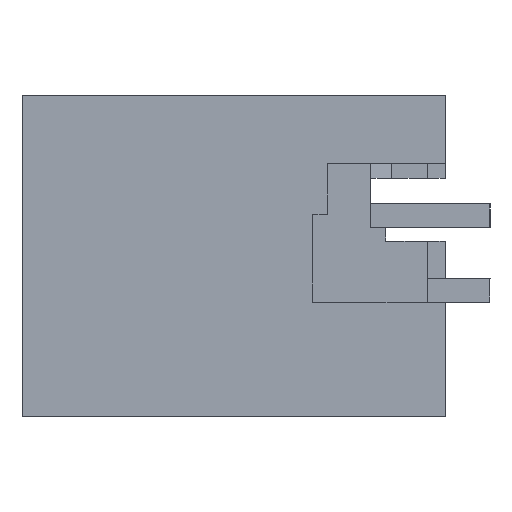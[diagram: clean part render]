
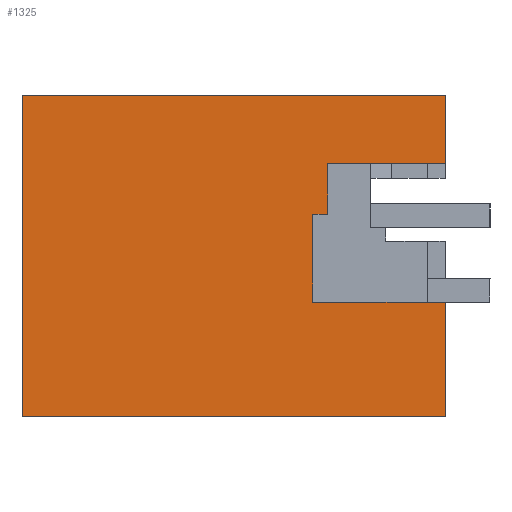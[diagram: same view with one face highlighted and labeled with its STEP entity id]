
A CAD part, left-side view. The second image highlights one B-rep face of the part: STEP entity #1325.
In plain terms, the highlighted planar face has unit normal (-1, 0, 0).
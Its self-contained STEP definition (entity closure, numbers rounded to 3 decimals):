
#1257=AXIS2_PLACEMENT_3D('Plane Axis2P3D',#1254,#1255,#1256) ;
#40=CARTESIAN_POINT('Vertex',(0.,15.7,10.8)) ;
#45=CARTESIAN_POINT('Line Origine',(0.,8.6,10.8)) ;
#49=CARTESIAN_POINT('Vertex',(0.,1.5,10.8)) ;
#131=CARTESIAN_POINT('Vertex',(0.,15.7,0.)) ;
#134=CARTESIAN_POINT('Line Origine',(0.,15.7,5.4)) ;
#1254=CARTESIAN_POINT('Axis2P3D Location',(0.,10.7,0.)) ;
#1259=CARTESIAN_POINT('Line Origine',(0.,1.5,1.925)) ;
#1263=CARTESIAN_POINT('Vertex',(0.,1.5,0.)) ;
#1265=CARTESIAN_POINT('Vertex',(0.,1.5,3.85)) ;
#1268=CARTESIAN_POINT('Line Origine',(0.,3.725,3.85)) ;
#1272=CARTESIAN_POINT('Vertex',(0.,5.95,3.85)) ;
#1275=CARTESIAN_POINT('Line Origine',(0.,5.95,5.325)) ;
#1279=CARTESIAN_POINT('Vertex',(0.,5.95,6.8)) ;
#1282=CARTESIAN_POINT('Line Origine',(0.,5.7,6.8)) ;
#1286=CARTESIAN_POINT('Vertex',(0.,5.45,6.8)) ;
#1289=CARTESIAN_POINT('Line Origine',(0.,5.45,7.65)) ;
#1293=CARTESIAN_POINT('Vertex',(0.,5.45,8.5)) ;
#1296=CARTESIAN_POINT('Line Origine',(0.,3.475,8.5)) ;
#1300=CARTESIAN_POINT('Vertex',(0.,1.5,8.5)) ;
#1303=CARTESIAN_POINT('Line Origine',(0.,1.5,9.65)) ;
#1308=CARTESIAN_POINT('Line Origine',(0.,8.6,0.)) ;
#46=DIRECTION('Vector Direction',(0.,1.,0.)) ;
#135=DIRECTION('Vector Direction',(0.,0.,-1.)) ;
#1255=DIRECTION('Axis2P3D Direction',(1.,0.,0.)) ;
#1256=DIRECTION('Axis2P3D XDirection',(0.,0.,-1.)) ;
#1260=DIRECTION('Vector Direction',(0.,0.,1.)) ;
#1269=DIRECTION('Vector Direction',(0.,-1.,0.)) ;
#1276=DIRECTION('Vector Direction',(0.,0.,-1.)) ;
#1283=DIRECTION('Vector Direction',(0.,1.,0.)) ;
#1290=DIRECTION('Vector Direction',(0.,0.,-1.)) ;
#1297=DIRECTION('Vector Direction',(0.,-1.,0.)) ;
#1304=DIRECTION('Vector Direction',(0.,0.,-1.)) ;
#1309=DIRECTION('Vector Direction',(0.,-1.,0.)) ;
#47=VECTOR('Line Direction',#46,1.) ;
#136=VECTOR('Line Direction',#135,1.) ;
#1261=VECTOR('Line Direction',#1260,1.) ;
#1270=VECTOR('Line Direction',#1269,1.) ;
#1277=VECTOR('Line Direction',#1276,1.) ;
#1284=VECTOR('Line Direction',#1283,1.) ;
#1291=VECTOR('Line Direction',#1290,1.) ;
#1298=VECTOR('Line Direction',#1297,1.) ;
#1305=VECTOR('Line Direction',#1304,1.) ;
#1310=VECTOR('Line Direction',#1309,1.) ;
#1314=ORIENTED_EDGE('',*,*,#1267,.T.) ;
#1315=ORIENTED_EDGE('',*,*,#1274,.F.) ;
#1316=ORIENTED_EDGE('',*,*,#1281,.F.) ;
#1317=ORIENTED_EDGE('',*,*,#1288,.F.) ;
#1318=ORIENTED_EDGE('',*,*,#1295,.F.) ;
#1319=ORIENTED_EDGE('',*,*,#1302,.T.) ;
#1320=ORIENTED_EDGE('',*,*,#1307,.F.) ;
#1321=ORIENTED_EDGE('',*,*,#51,.T.) ;
#1322=ORIENTED_EDGE('',*,*,#138,.T.) ;
#1323=ORIENTED_EDGE('',*,*,#1312,.T.) ;
#1325=ADVANCED_FACE('HOUSING',(#1324),#1258,.F.) ;
#51=EDGE_CURVE('',#50,#41,#48,.T.) ;
#138=EDGE_CURVE('',#41,#132,#137,.T.) ;
#1267=EDGE_CURVE('',#1264,#1266,#1262,.T.) ;
#1274=EDGE_CURVE('',#1273,#1266,#1271,.T.) ;
#1281=EDGE_CURVE('',#1280,#1273,#1278,.T.) ;
#1288=EDGE_CURVE('',#1287,#1280,#1285,.T.) ;
#1295=EDGE_CURVE('',#1294,#1287,#1292,.T.) ;
#1302=EDGE_CURVE('',#1294,#1301,#1299,.T.) ;
#1307=EDGE_CURVE('',#50,#1301,#1306,.T.) ;
#1312=EDGE_CURVE('',#132,#1264,#1311,.T.) ;
#1313=EDGE_LOOP('',(#1314,#1315,#1316,#1317,#1318,#1319,#1320,#1321,#1322,#1323)) ;
#1324=FACE_OUTER_BOUND('',#1313,.T.) ;
#48=LINE('Line',#45,#47) ;
#137=LINE('Line',#134,#136) ;
#1262=LINE('Line',#1259,#1261) ;
#1271=LINE('Line',#1268,#1270) ;
#1278=LINE('Line',#1275,#1277) ;
#1285=LINE('Line',#1282,#1284) ;
#1292=LINE('Line',#1289,#1291) ;
#1299=LINE('Line',#1296,#1298) ;
#1306=LINE('Line',#1303,#1305) ;
#1311=LINE('Line',#1308,#1310) ;
#1258=PLANE('',#1257) ;
#41=VERTEX_POINT('',#40) ;
#50=VERTEX_POINT('',#49) ;
#132=VERTEX_POINT('',#131) ;
#1264=VERTEX_POINT('',#1263) ;
#1266=VERTEX_POINT('',#1265) ;
#1273=VERTEX_POINT('',#1272) ;
#1280=VERTEX_POINT('',#1279) ;
#1287=VERTEX_POINT('',#1286) ;
#1294=VERTEX_POINT('',#1293) ;
#1301=VERTEX_POINT('',#1300) ;
